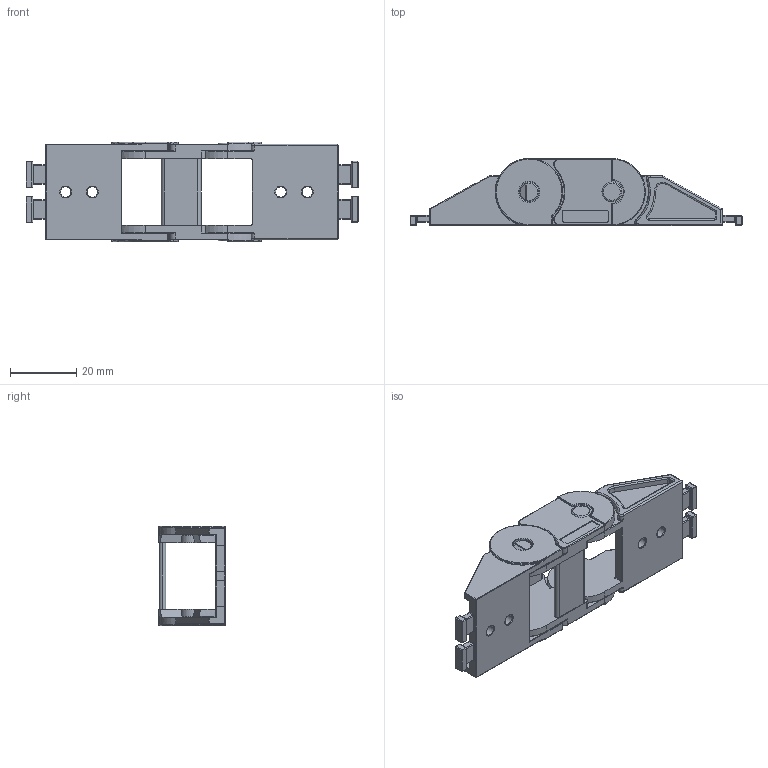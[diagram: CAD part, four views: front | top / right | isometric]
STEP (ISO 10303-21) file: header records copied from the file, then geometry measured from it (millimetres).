
FILE_DESCRIPTION (( 'STEP AP214' ), '1' );
FILE_NAME ('CK15-F020-AYAK.STEP', '2019-09-10T09:03:43', ( '' ), ( '' ), 'SwSTEP 2.0', 'SolidWorks 2017', '' );
FILE_SCHEMA (( 'AUTOMOTIVE_DESIGN' ));
Length unit declared in the file: millimetre
Products named in the file (1): CK15-F020-AYAK
Bounding box: 100.31 x 20.2 x 30 mm (x, y, z)
Volume: 14171.6 mm3; surface area: 13797.9 mm2
Topology: 3 solids, 3 shells, 707 faces, 1730 edges, 981 vertices
Faces by surface type: cylinder 327, plane 150, torus 147, sphere 48, bspline 24, cone 11
Entity records: 20944 total; most frequent: CARTESIAN_POINT 4395, DIRECTION 3788, ORIENTED_EDGE 3332, EDGE_CURVE 1666, AXIS2_PLACEMENT_3D 1546, VERTEX_POINT 977, CIRCLE 862, EDGE_LOOP 737
